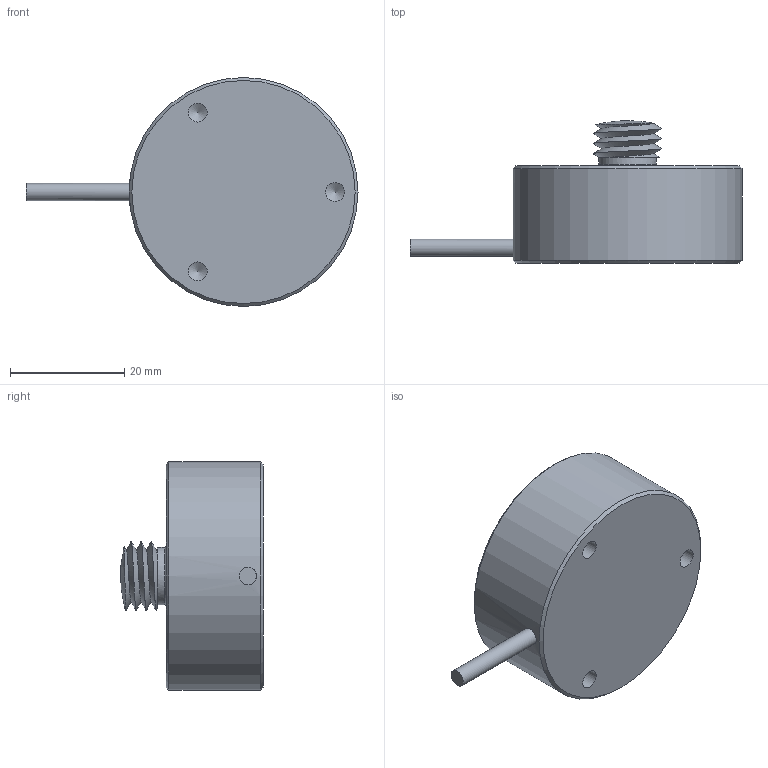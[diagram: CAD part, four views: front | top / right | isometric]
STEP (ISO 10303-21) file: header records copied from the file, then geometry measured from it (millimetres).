
FILE_DESCRIPTION(/* description */ (''),/* implementation_level */ '2;1');
FILE_NAME(/* name */ '247AS-5000kg v1.step',/* time_stamp */ '2020-01-21T14:32:53-08:00',/* author */ (''),/* organization */ (''),/* preprocessor_version */ 'ST-DEVELOPER v18',/* originating_system */ 'Autodesk Translation Framework v8.12.0.6',/* authorisation */ '');
FILE_SCHEMA (('AUTOMOTIVE_DESIGN { 1 0 10303 214 3 1 1 }'));
Length unit declared in the file: millimetre
Products named in the file (1): 247AS-5000kg
Bounding box: 58 x 24.93 x 40 mm (x, y, z)
Volume: 21898.9 mm3; surface area: 5446.1 mm2
Topology: 1 solids, 1 shells, 24 faces, 66 edges, 46 vertices
Faces by surface type: cylinder 10, cone 5, plane 5, bspline 2, torus 1, sphere 1
Full cylindrical faces by diameter (mm): 3 x1, 3.3 x3, 10 x1, 12 x2, 40 x1
Entity records: 1590 total; most frequent: CARTESIAN_POINT 959, ORIENTED_EDGE 126, DIRECTION 124, EDGE_CURVE 63, AXIS2_PLACEMENT_3D 55, VERTEX_POINT 46, CIRCLE 32, EDGE_LOOP 29
